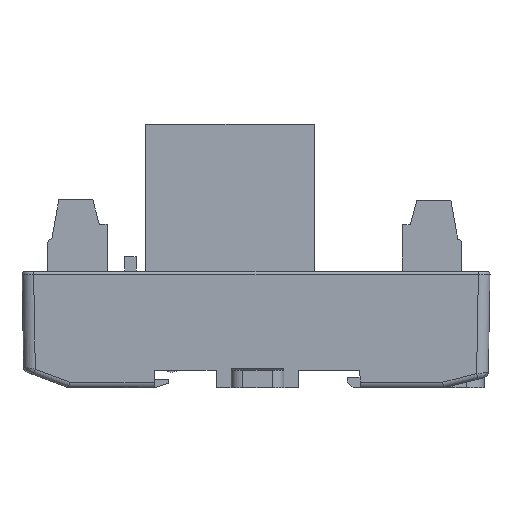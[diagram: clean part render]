
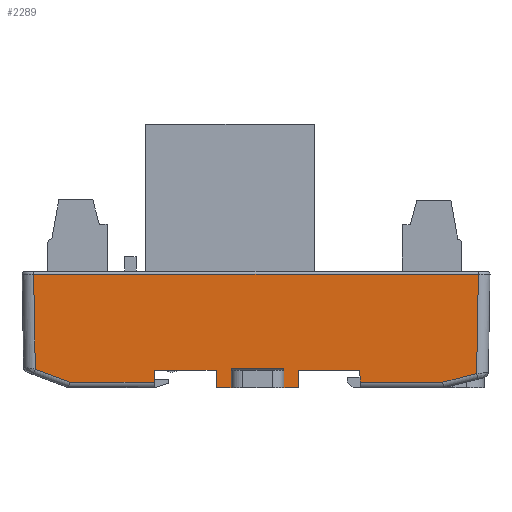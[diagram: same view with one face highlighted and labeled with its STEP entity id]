
A CAD part, front view. The second image highlights one B-rep face of the part: STEP entity #2289.
In plain terms, the highlighted planar face has unit normal (0, -1, -0.018).
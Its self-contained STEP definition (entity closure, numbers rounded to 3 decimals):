
#1504=FACE_OUTER_BOUND('',#7623,.T.);
#2289=ADVANCED_FACE('',(#1504),#3151,.T.);
#3151=PLANE('',#16962);
#4096=LINE('',#22315,#5748);
#4104=LINE('',#22335,#5756);
#4158=LINE('',#22448,#5810);
#4189=LINE('',#22518,#5841);
#4193=LINE('',#22526,#5845);
#4278=LINE('',#22740,#5930);
#4330=LINE('',#22864,#5982);
#4333=LINE('',#22872,#5985);
#4341=LINE('',#22896,#5993);
#4343=LINE('',#22900,#5995);
#4346=LINE('',#22905,#5998);
#4353=LINE('',#22920,#6005);
#4354=LINE('',#22923,#6006);
#4355=LINE('',#22924,#6007);
#4356=LINE('',#22926,#6008);
#4357=LINE('',#22928,#6009);
#4358=LINE('',#22930,#6010);
#4359=LINE('',#22932,#6011);
#5748=VECTOR('',#18116,1.);
#5756=VECTOR('',#18128,1.);
#5810=VECTOR('',#18196,1.);
#5841=VECTOR('',#18243,1.);
#5845=VECTOR('',#18249,1.);
#5930=VECTOR('',#18390,1.);
#5982=VECTOR('',#18510,1.);
#5985=VECTOR('',#18517,1.);
#5993=VECTOR('',#18557,1.);
#5995=VECTOR('',#18563,1.);
#5998=VECTOR('',#18570,1.);
#6005=VECTOR('',#18593,1.);
#6006=VECTOR('',#18594,1.);
#6007=VECTOR('',#18595,1.);
#6008=VECTOR('',#18596,1.);
#6009=VECTOR('',#18597,1.);
#6010=VECTOR('',#18598,1.);
#6011=VECTOR('',#18599,1.);
#7623=EDGE_LOOP('',(#9161,#9162,#9163,#9164,#9165,#9166,#9167,#9168,#9169,
#9170,#9171,#9172,#9173,#9174,#9175,#9176,#9177,#9178));
#9161=ORIENTED_EDGE('',*,*,#14871,.T.);
#9162=ORIENTED_EDGE('',*,*,#14872,.T.);
#9163=ORIENTED_EDGE('',*,*,#14640,.F.);
#9164=ORIENTED_EDGE('',*,*,#14584,.F.);
#9165=ORIENTED_EDGE('',*,*,#14859,.F.);
#9166=ORIENTED_EDGE('',*,*,#14847,.F.);
#9167=ORIENTED_EDGE('',*,*,#14679,.T.);
#9168=ORIENTED_EDGE('',*,*,#14861,.F.);
#9169=ORIENTED_EDGE('',*,*,#14675,.T.);
#9170=ORIENTED_EDGE('',*,*,#14843,.F.);
#9171=ORIENTED_EDGE('',*,*,#14864,.T.);
#9172=ORIENTED_EDGE('',*,*,#14574,.F.);
#9173=ORIENTED_EDGE('',*,*,#14781,.F.);
#9174=ORIENTED_EDGE('',*,*,#14873,.T.);
#9175=ORIENTED_EDGE('',*,*,#14874,.T.);
#9176=ORIENTED_EDGE('',*,*,#14875,.T.);
#9177=ORIENTED_EDGE('',*,*,#14876,.T.);
#9178=ORIENTED_EDGE('',*,*,#14877,.T.);
#13092=VERTEX_POINT('',#22314);
#13093=VERTEX_POINT('',#22316);
#13102=VERTEX_POINT('',#22334);
#13103=VERTEX_POINT('',#22336);
#13155=VERTEX_POINT('',#22449);
#13185=VERTEX_POINT('',#22517);
#13186=VERTEX_POINT('',#22519);
#13188=VERTEX_POINT('',#22525);
#13189=VERTEX_POINT('',#22527);
#13274=VERTEX_POINT('',#22741);
#13311=VERTEX_POINT('',#22863);
#13312=VERTEX_POINT('',#22867);
#13315=VERTEX_POINT('',#22921);
#13316=VERTEX_POINT('',#22922);
#13317=VERTEX_POINT('',#22925);
#13318=VERTEX_POINT('',#22927);
#13319=VERTEX_POINT('',#22929);
#13320=VERTEX_POINT('',#22931);
#14574=EDGE_CURVE('',#13092,#13093,#4096,.T.);
#14584=EDGE_CURVE('',#13102,#13103,#4104,.T.);
#14640=EDGE_CURVE('',#13103,#13155,#4158,.T.);
#14675=EDGE_CURVE('',#13186,#13185,#4189,.T.);
#14679=EDGE_CURVE('',#13189,#13188,#4193,.T.);
#14781=EDGE_CURVE('',#13274,#13092,#4278,.T.);
#14843=EDGE_CURVE('',#13311,#13185,#4330,.T.);
#14847=EDGE_CURVE('',#13189,#13312,#4333,.T.);
#14859=EDGE_CURVE('',#13312,#13102,#4341,.T.);
#14861=EDGE_CURVE('',#13186,#13188,#4343,.T.);
#14864=EDGE_CURVE('',#13311,#13093,#4346,.T.);
#14871=EDGE_CURVE('',#13315,#13316,#4353,.T.);
#14872=EDGE_CURVE('',#13316,#13155,#4354,.T.);
#14873=EDGE_CURVE('',#13274,#13317,#4355,.T.);
#14874=EDGE_CURVE('',#13317,#13318,#4356,.T.);
#14875=EDGE_CURVE('',#13318,#13319,#4357,.T.);
#14876=EDGE_CURVE('',#13319,#13320,#4358,.T.);
#14877=EDGE_CURVE('',#13320,#13315,#4359,.T.);
#16962=AXIS2_PLACEMENT_3D('',#22933,#18600,#18601);
#18116=DIRECTION('',(-1.,0.,0.));
#18128=DIRECTION('',(-1.,0.,0.));
#18196=DIRECTION('',(0.,0.017,-1.));
#18243=DIRECTION('',(0.,0.017,-1.));
#18249=DIRECTION('',(0.,-0.017,1.));
#18390=DIRECTION('',(-0.017,-0.017,1.));
#18510=DIRECTION('',(-1.,0.,0.));
#18517=DIRECTION('',(-1.,0.,0.));
#18557=DIRECTION('',(-0.035,-0.017,0.999));
#18563=DIRECTION('',(-1.,0.,0.));
#18570=DIRECTION('',(0.035,-0.017,0.999));
#18593=DIRECTION('',(0.936,0.006,-0.351));
#18594=DIRECTION('',(1.,0.,0.));
#18595=DIRECTION('',(1.,0.,0.));
#18596=DIRECTION('',(0.97,-0.004,0.243));
#18597=DIRECTION('',(0.017,-0.017,1.));
#18598=DIRECTION('',(-1.,0.,0.));
#18599=DIRECTION('',(0.017,0.017,-1.));
#18600=DIRECTION('',(0.,-1.,-0.017));
#18601=DIRECTION('',(0.,0.017,-1.));
#22314=CARTESIAN_POINT('',(-134.479,-176.27,-6.544));
#22315=CARTESIAN_POINT('',(-152.328,-176.27,-6.544));
#22316=CARTESIAN_POINT('',(-144.965,-176.27,-6.544));
#22334=CARTESIAN_POINT('',(-159.175,-176.27,-6.544));
#22335=CARTESIAN_POINT('',(-152.328,-176.27,-6.544));
#22336=CARTESIAN_POINT('',(-169.811,-176.27,-6.544));
#22448=CARTESIAN_POINT('',(-169.811,-176.566,10.458));
#22449=CARTESIAN_POINT('',(-169.811,-176.234,-8.562));
#22517=CARTESIAN_POINT('',(-147.52,-176.217,-9.544));
#22518=CARTESIAN_POINT('',(-147.52,-176.566,10.458));
#22519=CARTESIAN_POINT('',(-147.52,-176.274,-6.26));
#22525=CARTESIAN_POINT('',(-156.62,-176.274,-6.26));
#22526=CARTESIAN_POINT('',(-156.62,-176.566,10.458));
#22527=CARTESIAN_POINT('',(-156.62,-176.217,-9.544));
#22740=CARTESIAN_POINT('',(-134.494,-176.285,-5.666));
#22741=CARTESIAN_POINT('',(-134.444,-176.234,-8.562));
#22863=CARTESIAN_POINT('',(-145.07,-176.217,-9.544));
#22864=CARTESIAN_POINT('',(-152.07,-176.217,-9.544));
#22867=CARTESIAN_POINT('',(-159.07,-176.217,-9.544));
#22872=CARTESIAN_POINT('',(-152.07,-176.217,-9.544));
#22896=CARTESIAN_POINT('',(-159.759,-176.562,10.199));
#22900=CARTESIAN_POINT('',(-361.515,-176.274,-6.26));
#22905=CARTESIAN_POINT('',(-145.076,-176.214,-9.719));
#22920=CARTESIAN_POINT('',(-162.533,-176.091,-16.745));
#22921=CARTESIAN_POINT('',(-190.244,-176.273,-6.354));
#22922=CARTESIAN_POINT('',(-184.356,-176.234,-8.562));
#22923=CARTESIAN_POINT('',(-152.328,-176.234,-8.562));
#22924=CARTESIAN_POINT('',(-152.328,-176.234,-8.562));
#22925=CARTESIAN_POINT('',(-120.242,-176.234,-8.562));
#22926=CARTESIAN_POINT('',(-145.963,-176.122,-14.992));
#22927=CARTESIAN_POINT('',(-114.425,-176.26,-7.107));
#22928=CARTESIAN_POINT('',(-114.118,-176.567,10.491));
#22929=CARTESIAN_POINT('',(-114.128,-176.557,9.947));
#22930=CARTESIAN_POINT('',(-152.328,-176.557,9.947));
#22931=CARTESIAN_POINT('',(-190.529,-176.557,9.947));
#22932=CARTESIAN_POINT('',(-190.526,-176.555,9.792));
#22933=CARTESIAN_POINT('',(-152.328,-176.566,10.458));
